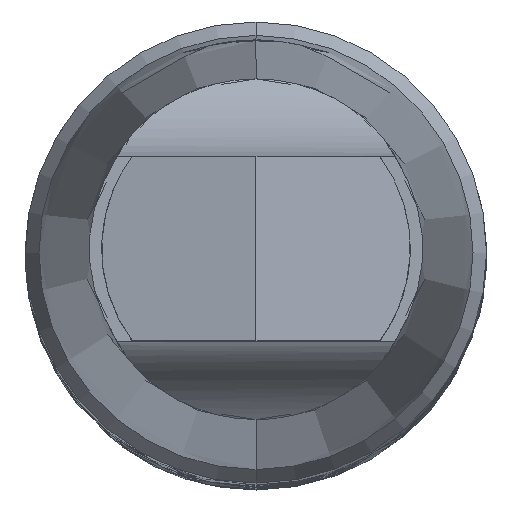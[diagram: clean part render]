
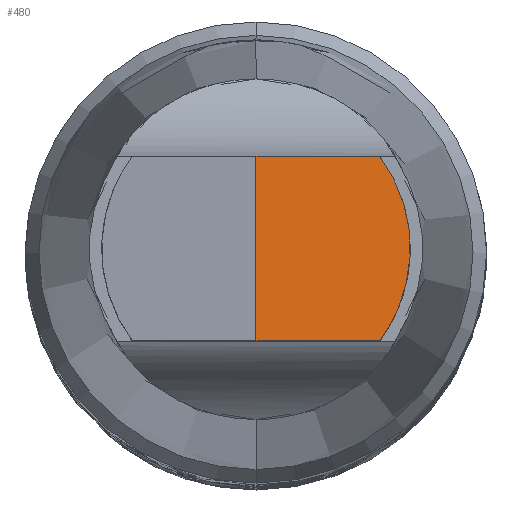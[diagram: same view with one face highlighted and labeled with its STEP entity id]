
A CAD part, top view. The second image highlights one B-rep face of the part: STEP entity #480.
In plain terms, the highlighted planar face has unit normal (0.139, 0, 0.99).
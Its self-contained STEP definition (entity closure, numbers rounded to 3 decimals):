
#342=VERTEX_POINT('',#849);
#424=VERTEX_POINT('',#941);
#442=EDGE_CURVE('',#424,#736,#963,.T.);
#448=EDGE_CURVE('',#736,#342,#969,.T.);
#480=ADVANCED_FACE('',(#1003),#1004,.T.);
#488=EDGE_CURVE('',#496,#424,#1012,.T.);
#494=EDGE_CURVE('',#342,#496,#1018,.T.);
#496=VERTEX_POINT('',#1020);
#736=VERTEX_POINT('',#1282);
#849=CARTESIAN_POINT('',(0.,-2.6,62.0));
#941=CARTESIAN_POINT('',(3.487,2.6,61.51));
#963=ELLIPSE('',#3462,4.393,4.35);
#969=LINE('',#3613,#3614);
#1003=FACE_OUTER_BOUND('',#4160,.T.);
#1004=PLANE('',#4161);
#1012=LINE('',#4172,#4173);
#1018=LINE('',#4181,#4182);
#1020=CARTESIAN_POINT('',(0.,2.6,62.0));
#1282=CARTESIAN_POINT('',(3.487,-2.6,61.51));
#3462=AXIS2_PLACEMENT_3D('',#7163,#7164,#7165);
#3613=CARTESIAN_POINT('',(56.015,-2.6,54.128));
#3614=VECTOR('',#7166,1.0);
#4160=EDGE_LOOP('',(#7189,#7190,#7191,#7192));
#4161=AXIS2_PLACEMENT_3D('',#7193,#7194,#7195);
#4172=CARTESIAN_POINT('',(44.183,2.6,55.79));
#4173=VECTOR('',#7197,1.0);
#4181=CARTESIAN_POINT('',(0.,1.121,62.0));
#4182=VECTOR('',#7201,1.0);
#7163=CARTESIAN_POINT('',(0.0,0.0,62.0));
#7164=DIRECTION('',(-0.139,-0.0,-0.99));
#7165=DIRECTION('',(0.99,0.0,-0.139));
#7166=DIRECTION('',(-0.99,0.0,0.139));
#7189=ORIENTED_EDGE('',*,*,#488,.F.);
#7190=ORIENTED_EDGE('',*,*,#494,.F.);
#7191=ORIENTED_EDGE('',*,*,#448,.F.);
#7192=ORIENTED_EDGE('',*,*,#442,.F.);
#7193=CARTESIAN_POINT('',(99.027,0.,48.083));
#7194=DIRECTION('',(0.139,0.0,0.99));
#7195=DIRECTION('',(0.0,-1.0,0.0));
#7197=DIRECTION('',(0.99,0.0,-0.139));
#7201=DIRECTION('',(0.0,1.0,0.0));
